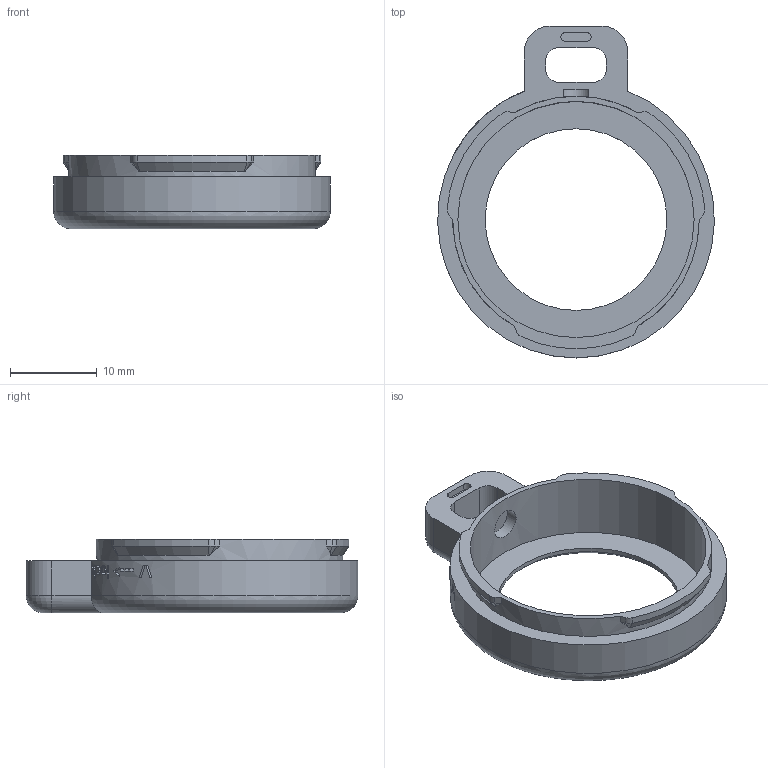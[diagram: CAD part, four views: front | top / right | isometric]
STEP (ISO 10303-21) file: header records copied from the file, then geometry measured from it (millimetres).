
FILE_DESCRIPTION( /* description */ ('STEP AP242', 'CAx-IF Rec.Pracs.---Representation and Presentation of Product Manufa cturing Information (PMI)---4.0---2014-10-13', 'CAx-IF Rec.Pracs.---3D Tessellated Geometry---0.4---2014-09-14','2;1'), /* implementation_level */ '2;1');
FILE_NAME( /* name */ '664c280bd4cc2254bf5b3d42', /* time_stamp */ '2024-05-21T04:50:20Z', /* author */ (''), /* organization */ (''), /* preprocessor_version */ 'ST-DEVELOPER v20', /* originating_system */ ' ', /* authorisation */ ' ');
FILE_SCHEMA (('AP242_MANAGED_MODEL_BASED_3D_ENGINEERING_MIM_LF { 1 0 10303 442 1 1 4 }'));
Length unit declared in the file: metre
Products named in the file (1): Bottom
Bounding box: 31.99 x 38.37 x 8.5 mm (x, y, z)
Volume: 1908 mm3; surface area: 2720 mm2
Topology: 1 solids, 1 shells, 154 faces, 397 edges, 258 vertices
Faces by surface type: plane 75, cylinder 36, bspline 30, cone 10, torus 3
Full cylindrical faces by diameter (mm): 3.5 x1, 21 x1, 27.3 x1, 28.5 x1
Entity records: 4886 total; most frequent: CARTESIAN_POINT 1237, ORIENTED_EDGE 780, DIRECTION 698, EDGE_CURVE 390, VERTEX_POINT 256, AXIS2_PLACEMENT_3D 253, LINE 192, VECTOR 192
